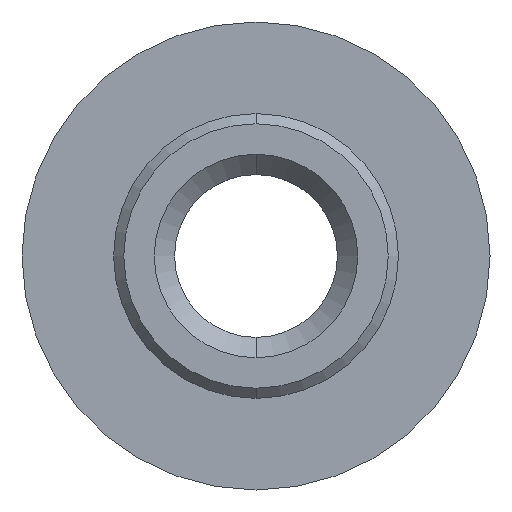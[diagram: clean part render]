
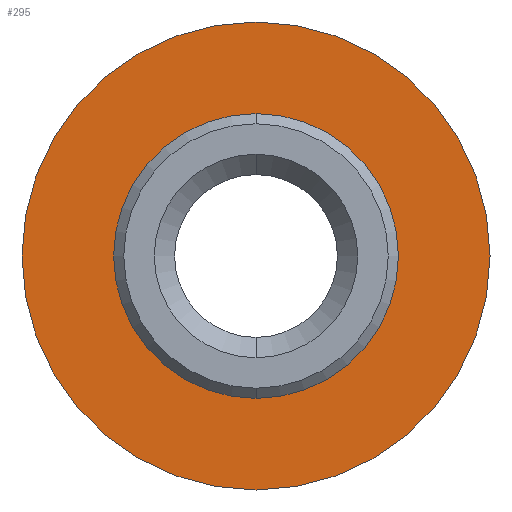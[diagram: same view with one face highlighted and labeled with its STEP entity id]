
A CAD part, front view. The second image highlights one B-rep face of the part: STEP entity #295.
In plain terms, the highlighted planar face has unit normal (0, -1, 0).
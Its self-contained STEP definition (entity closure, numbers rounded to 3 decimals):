
#27 = AXIS2_PLACEMENT_3D ( 'NONE', #204, #286, #70 ) ;
#39 = CIRCLE ( 'NONE', #133, 7. ) ;
#56 = CARTESIAN_POINT ( 'NONE',  ( 0., -3., 7. ) ) ;
#70 = DIRECTION ( 'NONE',  ( 0., 0., 1. ) ) ;
#99 = DIRECTION ( 'NONE',  ( 0., 0., 1. ) ) ;
#110 = VERTEX_POINT ( 'NONE', #325 ) ;
#121 = DIRECTION ( 'NONE',  ( 0., 0., 1. ) ) ;
#133 = AXIS2_PLACEMENT_3D ( 'NONE', #472, #430, #99 ) ;
#158 = VERTEX_POINT ( 'NONE', #56 ) ;
#161 = CIRCLE ( 'NONE', #484, 11.5 ) ;
#175 = EDGE_CURVE ( 'NONE', #110, #470, #161, .T. ) ;
#204 = CARTESIAN_POINT ( 'NONE',  ( 0., -3., 0. ) ) ;
#212 = ORIENTED_EDGE ( 'NONE', *, *, #361, .T. ) ;
#243 = CARTESIAN_POINT ( 'NONE',  ( -7., -3., 0. ) ) ;
#244 = AXIS2_PLACEMENT_3D ( 'NONE', #243, #520, #249 ) ;
#249 = DIRECTION ( 'NONE',  ( 0., 0., -1. ) ) ;
#252 = EDGE_CURVE ( 'NONE', #470, #110, #499, .T. ) ;
#265 = VERTEX_POINT ( 'NONE', #426 ) ;
#280 = EDGE_LOOP ( 'NONE', ( #422, #374 ) ) ;
#286 = DIRECTION ( 'NONE',  ( 0., 1., 0. ) ) ;
#295 = ADVANCED_FACE ( 'NONE', ( #489, #420 ), #518, .T. ) ;
#318 = CARTESIAN_POINT ( 'NONE',  ( 0., -3., -11.5 ) ) ;
#325 = CARTESIAN_POINT ( 'NONE',  ( 0., -3., 11.5 ) ) ;
#356 = DIRECTION ( 'NONE',  ( 0., 1., 0. ) ) ;
#361 = EDGE_CURVE ( 'NONE', #158, #265, #367, .T. ) ;
#365 = DIRECTION ( 'NONE',  ( 0., 0., 1. ) ) ;
#367 = CIRCLE ( 'NONE', #27, 7. ) ;
#374 = ORIENTED_EDGE ( 'NONE', *, *, #252, .F. ) ;
#420 = FACE_OUTER_BOUND ( 'NONE', #280, .T. ) ;
#422 = ORIENTED_EDGE ( 'NONE', *, *, #175, .F. ) ;
#426 = CARTESIAN_POINT ( 'NONE',  ( 0., -3., -7. ) ) ;
#429 = EDGE_LOOP ( 'NONE', ( #212, #469 ) ) ;
#430 = DIRECTION ( 'NONE',  ( 0., 1., 0. ) ) ;
#436 = CARTESIAN_POINT ( 'NONE',  ( 0., -3., 0. ) ) ;
#446 = DIRECTION ( 'NONE',  ( 0., 1., 0. ) ) ;
#466 = AXIS2_PLACEMENT_3D ( 'NONE', #436, #446, #365 ) ;
#469 = ORIENTED_EDGE ( 'NONE', *, *, #501, .T. ) ;
#470 = VERTEX_POINT ( 'NONE', #318 ) ;
#472 = CARTESIAN_POINT ( 'NONE',  ( 0., -3., 0. ) ) ;
#477 = CARTESIAN_POINT ( 'NONE',  ( 0., -3., 0. ) ) ;
#484 = AXIS2_PLACEMENT_3D ( 'NONE', #477, #356, #121 ) ;
#489 = FACE_BOUND ( 'NONE', #429, .T. ) ;
#499 = CIRCLE ( 'NONE', #466, 11.5 ) ;
#501 = EDGE_CURVE ( 'NONE', #265, #158, #39, .T. ) ;
#518 = PLANE ( 'NONE',  #244 ) ;
#520 = DIRECTION ( 'NONE',  ( 0., -1., 0. ) ) ;
